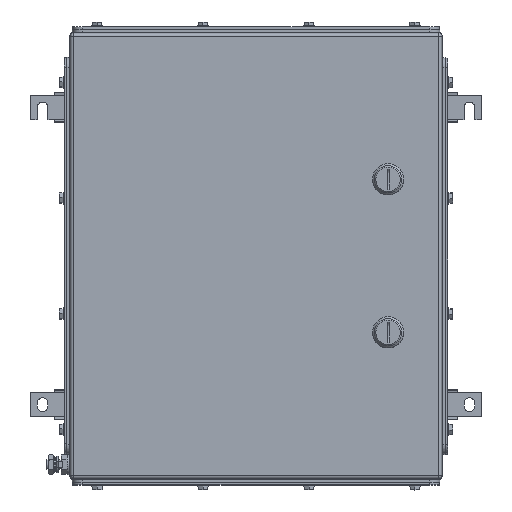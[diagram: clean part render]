
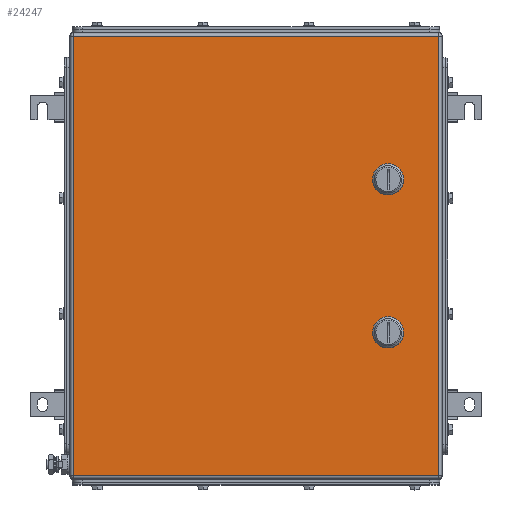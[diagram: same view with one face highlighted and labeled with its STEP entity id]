
A CAD part, top view. The second image highlights one B-rep face of the part: STEP entity #24247.
In plain terms, the highlighted planar face has unit normal (0, 0, 1).
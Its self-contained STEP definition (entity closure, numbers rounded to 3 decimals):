
#24061=AXIS2_PLACEMENT_3D('Circle Axis2P3D',#24059,#24060,$) ;
#24088=AXIS2_PLACEMENT_3D('Plane Axis2P3D',#24085,#24086,#24087) ;
#24133=AXIS2_PLACEMENT_3D('Circle Axis2P3D',#24131,#24132,$) ;
#24147=AXIS2_PLACEMENT_3D('Circle Axis2P3D',#24145,#24146,$) ;
#24161=AXIS2_PLACEMENT_3D('Circle Axis2P3D',#24159,#24160,$) ;
#24183=AXIS2_PLACEMENT_3D('Circle Axis2P3D',#24181,#24182,$) ;
#24199=AXIS2_PLACEMENT_3D('Circle Axis2P3D',#24197,#24198,$) ;
#24213=AXIS2_PLACEMENT_3D('Circle Axis2P3D',#24211,#24212,$) ;
#24227=AXIS2_PLACEMENT_3D('Circle Axis2P3D',#24225,#24226,$) ;
#24056=CARTESIAN_POINT('Vertex',(372.056,308.45,153.5)) ;
#24059=CARTESIAN_POINT('Axis2P3D Location',(367.,318.5,153.5)) ;
#24063=CARTESIAN_POINT('Vertex',(377.05,313.444,153.5)) ;
#24085=CARTESIAN_POINT('Axis2P3D Location',(231.5,240.,153.5)) ;
#24090=CARTESIAN_POINT('Line Origine',(231.5,465.5,153.5)) ;
#24094=CARTESIAN_POINT('Vertex',(419.,465.5,153.5)) ;
#24096=CARTESIAN_POINT('Vertex',(44.,465.5,153.5)) ;
#24099=CARTESIAN_POINT('Line Origine',(44.,240.,153.5)) ;
#24103=CARTESIAN_POINT('Vertex',(44.,14.5,153.5)) ;
#24106=CARTESIAN_POINT('Line Origine',(231.5,14.5,153.5)) ;
#24110=CARTESIAN_POINT('Vertex',(419.,14.5,153.5)) ;
#24113=CARTESIAN_POINT('Line Origine',(419.,240.,153.5)) ;
#24124=CARTESIAN_POINT('Line Origine',(367.,308.45,153.5)) ;
#24128=CARTESIAN_POINT('Vertex',(361.944,308.45,153.5)) ;
#24131=CARTESIAN_POINT('Axis2P3D Location',(367.,318.5,153.5)) ;
#24135=CARTESIAN_POINT('Vertex',(356.95,313.444,153.5)) ;
#24138=CARTESIAN_POINT('Line Origine',(356.95,318.5,153.5)) ;
#24142=CARTESIAN_POINT('Vertex',(356.95,323.556,153.5)) ;
#24145=CARTESIAN_POINT('Axis2P3D Location',(367.,318.5,153.5)) ;
#24149=CARTESIAN_POINT('Vertex',(361.944,328.55,153.5)) ;
#24152=CARTESIAN_POINT('Line Origine',(367.,328.55,153.5)) ;
#24156=CARTESIAN_POINT('Vertex',(372.056,328.55,153.5)) ;
#24159=CARTESIAN_POINT('Axis2P3D Location',(367.,318.5,153.5)) ;
#24163=CARTESIAN_POINT('Vertex',(377.05,323.556,153.5)) ;
#24166=CARTESIAN_POINT('Line Origine',(377.05,318.5,153.5)) ;
#24181=CARTESIAN_POINT('Axis2P3D Location',(367.,161.5,153.5)) ;
#24185=CARTESIAN_POINT('Vertex',(372.056,151.45,153.5)) ;
#24187=CARTESIAN_POINT('Vertex',(377.05,156.444,153.5)) ;
#24190=CARTESIAN_POINT('Line Origine',(367.,151.45,153.5)) ;
#24194=CARTESIAN_POINT('Vertex',(361.944,151.45,153.5)) ;
#24197=CARTESIAN_POINT('Axis2P3D Location',(367.,161.5,153.5)) ;
#24201=CARTESIAN_POINT('Vertex',(356.95,156.444,153.5)) ;
#24204=CARTESIAN_POINT('Line Origine',(356.95,161.5,153.5)) ;
#24208=CARTESIAN_POINT('Vertex',(356.95,166.556,153.5)) ;
#24211=CARTESIAN_POINT('Axis2P3D Location',(367.,161.5,153.5)) ;
#24215=CARTESIAN_POINT('Vertex',(361.944,171.55,153.5)) ;
#24218=CARTESIAN_POINT('Line Origine',(367.,171.55,153.5)) ;
#24222=CARTESIAN_POINT('Vertex',(372.056,171.55,153.5)) ;
#24225=CARTESIAN_POINT('Axis2P3D Location',(367.,161.5,153.5)) ;
#24229=CARTESIAN_POINT('Vertex',(377.05,166.556,153.5)) ;
#24232=CARTESIAN_POINT('Line Origine',(377.05,161.5,153.5)) ;
#24060=DIRECTION('Axis2P3D Direction',(0.,0.,1.)) ;
#24086=DIRECTION('Axis2P3D Direction',(0.,0.,1.)) ;
#24087=DIRECTION('Axis2P3D XDirection',(1.,0.,0.)) ;
#24091=DIRECTION('Vector Direction',(1.,0.,0.)) ;
#24100=DIRECTION('Vector Direction',(0.,-1.,0.)) ;
#24107=DIRECTION('Vector Direction',(1.,0.,0.)) ;
#24114=DIRECTION('Vector Direction',(0.,1.,0.)) ;
#24125=DIRECTION('Vector Direction',(1.,0.,0.)) ;
#24132=DIRECTION('Axis2P3D Direction',(0.,0.,1.)) ;
#24139=DIRECTION('Vector Direction',(0.,1.,0.)) ;
#24146=DIRECTION('Axis2P3D Direction',(0.,0.,1.)) ;
#24153=DIRECTION('Vector Direction',(1.,0.,0.)) ;
#24160=DIRECTION('Axis2P3D Direction',(0.,0.,1.)) ;
#24167=DIRECTION('Vector Direction',(0.,-1.,0.)) ;
#24182=DIRECTION('Axis2P3D Direction',(0.,0.,1.)) ;
#24191=DIRECTION('Vector Direction',(1.,0.,0.)) ;
#24198=DIRECTION('Axis2P3D Direction',(0.,0.,1.)) ;
#24205=DIRECTION('Vector Direction',(0.,1.,0.)) ;
#24212=DIRECTION('Axis2P3D Direction',(0.,0.,1.)) ;
#24219=DIRECTION('Vector Direction',(1.,0.,0.)) ;
#24226=DIRECTION('Axis2P3D Direction',(0.,0.,1.)) ;
#24233=DIRECTION('Vector Direction',(0.,-1.,0.)) ;
#24092=VECTOR('Line Direction',#24091,1.) ;
#24101=VECTOR('Line Direction',#24100,1.) ;
#24108=VECTOR('Line Direction',#24107,1.) ;
#24115=VECTOR('Line Direction',#24114,1.) ;
#24126=VECTOR('Line Direction',#24125,1.) ;
#24140=VECTOR('Line Direction',#24139,1.) ;
#24154=VECTOR('Line Direction',#24153,1.) ;
#24168=VECTOR('Line Direction',#24167,1.) ;
#24192=VECTOR('Line Direction',#24191,1.) ;
#24206=VECTOR('Line Direction',#24205,1.) ;
#24220=VECTOR('Line Direction',#24219,1.) ;
#24234=VECTOR('Line Direction',#24233,1.) ;
#24119=ORIENTED_EDGE('',*,*,#24098,.T.) ;
#24120=ORIENTED_EDGE('',*,*,#24105,.T.) ;
#24121=ORIENTED_EDGE('',*,*,#24112,.T.) ;
#24122=ORIENTED_EDGE('',*,*,#24117,.T.) ;
#24172=ORIENTED_EDGE('',*,*,#24130,.F.) ;
#24173=ORIENTED_EDGE('',*,*,#24137,.F.) ;
#24174=ORIENTED_EDGE('',*,*,#24144,.T.) ;
#24175=ORIENTED_EDGE('',*,*,#24151,.F.) ;
#24176=ORIENTED_EDGE('',*,*,#24158,.T.) ;
#24177=ORIENTED_EDGE('',*,*,#24165,.F.) ;
#24178=ORIENTED_EDGE('',*,*,#24170,.T.) ;
#24179=ORIENTED_EDGE('',*,*,#24065,.F.) ;
#24238=ORIENTED_EDGE('',*,*,#24189,.F.) ;
#24239=ORIENTED_EDGE('',*,*,#24196,.F.) ;
#24240=ORIENTED_EDGE('',*,*,#24203,.F.) ;
#24241=ORIENTED_EDGE('',*,*,#24210,.T.) ;
#24242=ORIENTED_EDGE('',*,*,#24217,.F.) ;
#24243=ORIENTED_EDGE('',*,*,#24224,.T.) ;
#24244=ORIENTED_EDGE('',*,*,#24231,.F.) ;
#24245=ORIENTED_EDGE('',*,*,#24236,.T.) ;
#24180=FACE_BOUND('',#24171,.T.) ;
#24246=FACE_BOUND('',#24237,.T.) ;
#24247=ADVANCED_FACE('ZUB_KTB_QL_453815_4GP_AllCATPart_AllCATPart.1\\ZUB_KTB_QL_453815_4GP_AllCATPart.2\\ZUB_DE_KTB_QL.1\\DE_KTB_MH_PART_MASTER.1\\Koerper.2',(#24123,#24180,#24246),#24089,.T.) ;
#24062=CIRCLE('generated circle',#24061,11.25) ;
#24134=CIRCLE('generated circle',#24133,11.25) ;
#24148=CIRCLE('generated circle',#24147,11.25) ;
#24162=CIRCLE('generated circle',#24161,11.25) ;
#24184=CIRCLE('generated circle',#24183,11.25) ;
#24200=CIRCLE('generated circle',#24199,11.25) ;
#24214=CIRCLE('generated circle',#24213,11.25) ;
#24228=CIRCLE('generated circle',#24227,11.25) ;
#24065=EDGE_CURVE('',#24057,#24064,#24062,.T.) ;
#24098=EDGE_CURVE('',#24095,#24097,#24093,.F.) ;
#24105=EDGE_CURVE('',#24097,#24104,#24102,.T.) ;
#24112=EDGE_CURVE('',#24104,#24111,#24109,.T.) ;
#24117=EDGE_CURVE('',#24111,#24095,#24116,.T.) ;
#24130=EDGE_CURVE('',#24129,#24057,#24127,.T.) ;
#24137=EDGE_CURVE('',#24136,#24129,#24134,.T.) ;
#24144=EDGE_CURVE('',#24136,#24143,#24141,.T.) ;
#24151=EDGE_CURVE('',#24150,#24143,#24148,.T.) ;
#24158=EDGE_CURVE('',#24150,#24157,#24155,.T.) ;
#24165=EDGE_CURVE('',#24164,#24157,#24162,.T.) ;
#24170=EDGE_CURVE('',#24164,#24064,#24169,.T.) ;
#24189=EDGE_CURVE('',#24186,#24188,#24184,.T.) ;
#24196=EDGE_CURVE('',#24195,#24186,#24193,.T.) ;
#24203=EDGE_CURVE('',#24202,#24195,#24200,.T.) ;
#24210=EDGE_CURVE('',#24202,#24209,#24207,.T.) ;
#24217=EDGE_CURVE('',#24216,#24209,#24214,.T.) ;
#24224=EDGE_CURVE('',#24216,#24223,#24221,.T.) ;
#24231=EDGE_CURVE('',#24230,#24223,#24228,.T.) ;
#24236=EDGE_CURVE('',#24230,#24188,#24235,.T.) ;
#24118=EDGE_LOOP('',(#24119,#24120,#24121,#24122)) ;
#24171=EDGE_LOOP('',(#24172,#24173,#24174,#24175,#24176,#24177,#24178,#24179)) ;
#24237=EDGE_LOOP('',(#24238,#24239,#24240,#24241,#24242,#24243,#24244,#24245)) ;
#24123=FACE_OUTER_BOUND('',#24118,.T.) ;
#24093=LINE('Line',#24090,#24092) ;
#24102=LINE('Line',#24099,#24101) ;
#24109=LINE('Line',#24106,#24108) ;
#24116=LINE('Line',#24113,#24115) ;
#24127=LINE('Line',#24124,#24126) ;
#24141=LINE('Line',#24138,#24140) ;
#24155=LINE('Line',#24152,#24154) ;
#24169=LINE('Line',#24166,#24168) ;
#24193=LINE('Line',#24190,#24192) ;
#24207=LINE('Line',#24204,#24206) ;
#24221=LINE('Line',#24218,#24220) ;
#24235=LINE('Line',#24232,#24234) ;
#24089=PLANE('',#24088) ;
#24057=VERTEX_POINT('',#24056) ;
#24064=VERTEX_POINT('',#24063) ;
#24095=VERTEX_POINT('',#24094) ;
#24097=VERTEX_POINT('',#24096) ;
#24104=VERTEX_POINT('',#24103) ;
#24111=VERTEX_POINT('',#24110) ;
#24129=VERTEX_POINT('',#24128) ;
#24136=VERTEX_POINT('',#24135) ;
#24143=VERTEX_POINT('',#24142) ;
#24150=VERTEX_POINT('',#24149) ;
#24157=VERTEX_POINT('',#24156) ;
#24164=VERTEX_POINT('',#24163) ;
#24186=VERTEX_POINT('',#24185) ;
#24188=VERTEX_POINT('',#24187) ;
#24195=VERTEX_POINT('',#24194) ;
#24202=VERTEX_POINT('',#24201) ;
#24209=VERTEX_POINT('',#24208) ;
#24216=VERTEX_POINT('',#24215) ;
#24223=VERTEX_POINT('',#24222) ;
#24230=VERTEX_POINT('',#24229) ;
